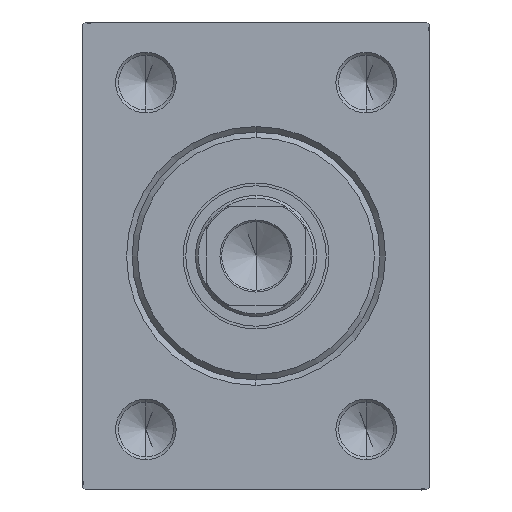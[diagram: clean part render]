
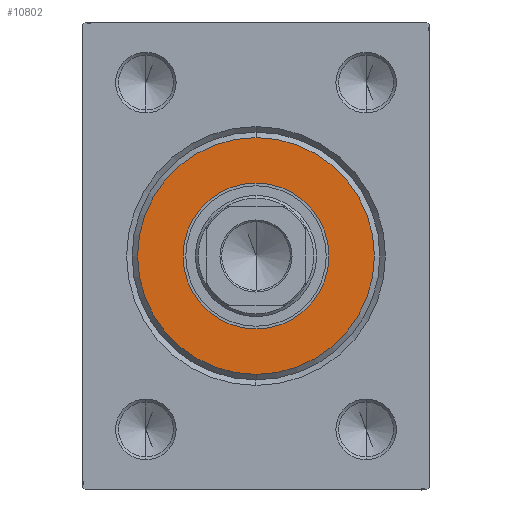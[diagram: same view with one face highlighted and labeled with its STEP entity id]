
A CAD part, left-side view. The second image highlights one B-rep face of the part: STEP entity #10802.
In plain terms, the highlighted face is planar.
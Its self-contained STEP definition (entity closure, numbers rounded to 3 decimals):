
#643 = DIRECTION ( 'NONE',  ( 0., 0., -1. ) ) ;
#1920 = EDGE_LOOP ( 'NONE', ( #8432, #25263 ) ) ;
#4862 = CARTESIAN_POINT ( 'NONE',  ( 3., 0., 0. ) ) ;
#4915 = DIRECTION ( 'NONE',  ( 1., 0., 0. ) ) ;
#5357 = PLANE ( 'NONE',  #14855 ) ;
#5953 = AXIS2_PLACEMENT_3D ( 'NONE', #4862, #11552, #643 ) ;
#7730 = CIRCLE ( 'NONE', #21284, 21.5 ) ;
#8432 = ORIENTED_EDGE ( 'NONE', *, *, #26469, .F. ) ;
#8463 = EDGE_CURVE ( 'NONE', #21621, #12862, #7730, .T. ) ;
#10802 = ADVANCED_FACE ( 'NONE', ( #32352, #18302 ), #5357, .T. ) ;
#10912 = ORIENTED_EDGE ( 'NONE', *, *, #41366, .T. ) ;
#11366 = VERTEX_POINT ( 'NONE', #28167 ) ;
#11552 = DIRECTION ( 'NONE',  ( 1., 0., 0. ) ) ;
#12067 = CARTESIAN_POINT ( 'NONE',  ( 3., 0., 0. ) ) ;
#12862 = VERTEX_POINT ( 'NONE', #18528 ) ;
#13086 = CARTESIAN_POINT ( 'NONE',  ( 3., 0., 21.5 ) ) ;
#14855 = AXIS2_PLACEMENT_3D ( 'NONE', #28781, #4915, #15166 ) ;
#15166 = DIRECTION ( 'NONE',  ( 0., 0., -1. ) ) ;
#15624 = DIRECTION ( 'NONE',  ( 1., 0., 0. ) ) ;
#18302 = FACE_BOUND ( 'NONE', #1920, .T. ) ;
#18528 = CARTESIAN_POINT ( 'NONE',  ( 3., 0., -21.5 ) ) ;
#18681 = DIRECTION ( 'NONE',  ( 0., 0., -1. ) ) ;
#18903 = CARTESIAN_POINT ( 'NONE',  ( 3., 0., 0. ) ) ;
#20480 = DIRECTION ( 'NONE',  ( 1., 0., 0. ) ) ;
#21284 = AXIS2_PLACEMENT_3D ( 'NONE', #18903, #22473, #18681 ) ;
#21621 = VERTEX_POINT ( 'NONE', #13086 ) ;
#22473 = DIRECTION ( 'NONE',  ( 1., 0., 0. ) ) ;
#23279 = CIRCLE ( 'NONE', #24679, 13.25 ) ;
#23813 = CARTESIAN_POINT ( 'NONE',  ( 3., 0., 0. ) ) ;
#24679 = AXIS2_PLACEMENT_3D ( 'NONE', #12067, #15624, #25687 ) ;
#25263 = ORIENTED_EDGE ( 'NONE', *, *, #35895, .F. ) ;
#25687 = DIRECTION ( 'NONE',  ( 0., 0., -1. ) ) ;
#25976 = ORIENTED_EDGE ( 'NONE', *, *, #8463, .T. ) ;
#26469 = EDGE_CURVE ( 'NONE', #36581, #11366, #40128, .T. ) ;
#28167 = CARTESIAN_POINT ( 'NONE',  ( 3., 0., 13.25 ) ) ;
#28781 = CARTESIAN_POINT ( 'NONE',  ( 3., 0., 0. ) ) ;
#32181 = EDGE_LOOP ( 'NONE', ( #25976, #10912 ) ) ;
#32352 = FACE_OUTER_BOUND ( 'NONE', #32181, .T. ) ;
#34060 = DIRECTION ( 'NONE',  ( 0., 0., -1. ) ) ;
#35338 = AXIS2_PLACEMENT_3D ( 'NONE', #23813, #20480, #34060 ) ;
#35895 = EDGE_CURVE ( 'NONE', #11366, #36581, #23279, .T. ) ;
#36581 = VERTEX_POINT ( 'NONE', #42518 ) ;
#40128 = CIRCLE ( 'NONE', #5953, 13.25 ) ;
#40324 = CIRCLE ( 'NONE', #35338, 21.5 ) ;
#41366 = EDGE_CURVE ( 'NONE', #12862, #21621, #40324, .T. ) ;
#42518 = CARTESIAN_POINT ( 'NONE',  ( 3., 0., -13.25 ) ) ;
